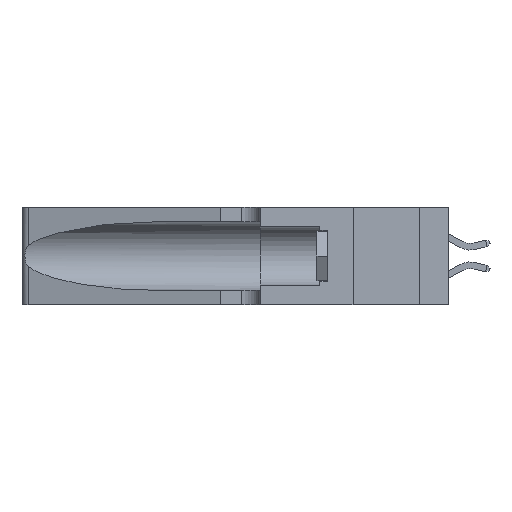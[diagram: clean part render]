
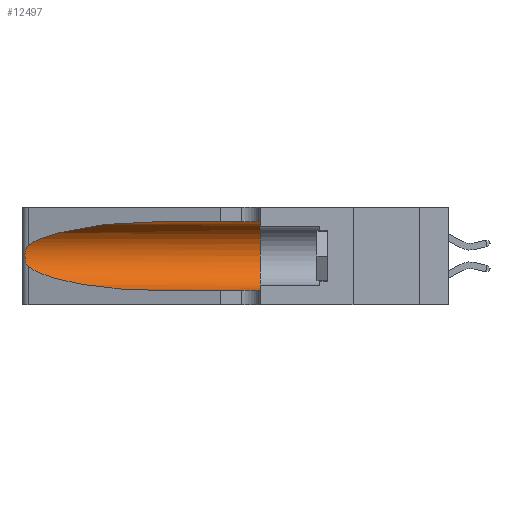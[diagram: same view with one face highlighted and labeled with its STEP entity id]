
A CAD part, left-side view. The second image highlights one B-rep face of the part: STEP entity #12497.
In plain terms, the highlighted cylindrical face has radius 3.308 mm (diameter 6.617 mm), a partial arc.
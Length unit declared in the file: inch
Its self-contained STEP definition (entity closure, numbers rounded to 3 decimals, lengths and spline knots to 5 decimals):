
#432 = DIRECTION ( 'NONE',  ( 0., 1., 0. ) ) ;
#617 = CARTESIAN_POINT ( 'NONE',  ( 0.1305, 0.72297, 0.31525 ) ) ;
#1540 = CARTESIAN_POINT ( 'NONE',  ( 0.26075, 1.23896, 0.178 ) ) ;
#2892 = VECTOR ( 'NONE', #10081, 39.37008 ) ;
#3435 = CARTESIAN_POINT ( 'NONE',  ( 0.1305, 0.35, 0.05475 ) ) ;
#3700 = CARTESIAN_POINT ( 'NONE',  ( 0.1305, 0.72297, 0.05475 ) ) ;
#4012 = EDGE_CURVE ( 'NONE', #9650, #12118, #29667, .T. ) ;
#4331 = CARTESIAN_POINT ( 'NONE',  ( 0.25487, 1.22718, 0.22369 ) ) ;
#4455 = CARTESIAN_POINT ( 'NONE',  ( 0.25856, 1.23593, 0.16098 ) ) ;
#4585 = CARTESIAN_POINT ( 'NONE',  ( 0.18966, 0.96281, 0.31525 ) ) ;
#6544 = EDGE_CURVE ( 'NONE', #33345, #29401, #23111, .T. ) ;
#7259 = CARTESIAN_POINT ( 'NONE',  ( 0.1305, 1.61858, 0.05475 ) ) ;
#7343 = CARTESIAN_POINT ( 'NONE',  ( 0.25639, 1.23186, 0.15144 ) ) ;
#7494 = CARTESIAN_POINT ( 'NONE',  ( 0.1305, 0.72297, 0.31525 ) ) ;
#9650 = VERTEX_POINT ( 'NONE', #33748 ) ;
#10081 = DIRECTION ( 'NONE',  ( 0., -1., 0. ) ) ;
#10171 = CARTESIAN_POINT ( 'NONE',  ( 0.25487, 1.22718, 0.14631 ) ) ;
#10715 = CARTESIAN_POINT ( 'NONE',  ( 0.1305, 1.61858, 0.185 ) ) ;
#10808 = EDGE_CURVE ( 'NONE', #34165, #29734, #32460, .T. ) ;
#11018 = LINE ( 'NONE', #14929, #25254 ) ;
#12118 = VERTEX_POINT ( 'NONE', #12201 ) ;
#12141 = CARTESIAN_POINT ( 'NONE',  ( 0.18966, 0.96281, 0.05475 ) ) ;
#12201 = CARTESIAN_POINT ( 'NONE',  ( 0.1305, 0.72297, 0.05475 ) ) ;
#12497 = ADVANCED_FACE ( 'NONE', ( #14155 ), #19964, .F. ) ;
#12821 = EDGE_CURVE ( 'NONE', #33345, #34165, #11018, .T. ) ;
#12910 = CARTESIAN_POINT ( 'NONE',  ( 0.25639, 1.23184, 0.21858 ) ) ;
#13692 = DIRECTION ( 'NONE',  ( 0., -1., 0. ) ) ;
#14155 = FACE_OUTER_BOUND ( 'NONE', #31471, .T. ) ;
#14685 = EDGE_CURVE ( 'NONE', #12118, #29734, #24740, .T. ) ;
#14929 = CARTESIAN_POINT ( 'NONE',  ( 0.1305, 1.61858, 0.31525 ) ) ;
#15561 = CARTESIAN_POINT ( 'NONE',  ( 0.1305, 0.35, 0.31525 ) ) ;
#15783 = CARTESIAN_POINT ( 'NONE',  ( 0.25854, 1.2359, 0.20912 ) ) ;
#16576 = DIRECTION ( 'NONE',  ( 0., 0., -1. ) ) ;
#17543 = CARTESIAN_POINT ( 'NONE',  ( 0.1305, 0.35, 0.185 ) ) ;
#17788 = DIRECTION ( 'NONE',  ( 0., -1., 0. ) ) ;
#18645 = CARTESIAN_POINT ( 'NONE',  ( 0.26075, 1.23896, 0.19203 ) ) ;
#19964 = CYLINDRICAL_SURFACE ( 'NONE', #22839, 0.13025 ) ;
#20425 = DIRECTION ( 'NONE',  ( 0., 0., 1. ) ) ;
#20793 = CARTESIAN_POINT ( 'NONE',  ( 0.25487, 1.22718, 0.14631 ) ) ;
#21494 = ORIENTED_EDGE ( 'NONE', *, *, #4012, .T. ) ;
#21545 = CARTESIAN_POINT ( 'NONE',  ( 0.26017, 1.23833, 0.17102 ) ) ;
#21595 = EDGE_CURVE ( 'NONE', #29401, #9650, #26944, .T. ) ;
#22839 = AXIS2_PLACEMENT_3D ( 'NONE', #10715, #13692, #16576 ) ;
#23111 =( BOUNDED_CURVE ( )  B_SPLINE_CURVE ( 3, ( #7494, #4585, #24501, #27329 ),
 .UNSPECIFIED., .F., .F. ) 
 B_SPLINE_CURVE_WITH_KNOTS ( ( 4, 4 ),
 ( 1.5708, 2.84003 ),
 .UNSPECIFIED. ) 
 CURVE ( )  GEOMETRIC_REPRESENTATION_ITEM ( )  RATIONAL_B_SPLINE_CURVE ( ( 1., 0.87, 0.87, 1. ) ) 
 REPRESENTATION_ITEM ( '' )  );
#24363 = CARTESIAN_POINT ( 'NONE',  ( 0.25789, 1.23486, 0.15765 ) ) ;
#24501 = CARTESIAN_POINT ( 'NONE',  ( 0.2373, 1.15595, 0.28018 ) ) ;
#24737 = ORIENTED_EDGE ( 'NONE', *, *, #6544, .T. ) ;
#24740 = LINE ( 'NONE', #7259, #2892 ) ;
#25254 = VECTOR ( 'NONE', #17788, 39.37008 ) ;
#26353 = AXIS2_PLACEMENT_3D ( 'NONE', #17543, #432, #20425 ) ;
#26596 = ORIENTED_EDGE ( 'NONE', *, *, #14685, .T. ) ;
#26944 = B_SPLINE_CURVE_WITH_KNOTS ( 'NONE', 3,
 ( #4331, #27075, #12910, #32720, #15783, #35544, #18645, #1540, #21545, #4455, #24363, #7343, #27192, #10171 ),
 .UNSPECIFIED., .F., .F.,
 ( 4, 2, 2, 2, 2, 2, 4 ),
 ( 0., 0.00027, 0.00053, 0.00107, 0.0016, 0.00187, 0.00214 ),
 .UNSPECIFIED. ) ;
#27075 = CARTESIAN_POINT ( 'NONE',  ( 0.25555, 1.22994, 0.2215 ) ) ;
#27192 = CARTESIAN_POINT ( 'NONE',  ( 0.25555, 1.22993, 0.14849 ) ) ;
#27329 = CARTESIAN_POINT ( 'NONE',  ( 0.25487, 1.22718, 0.22369 ) ) ;
#27658 = ORIENTED_EDGE ( 'NONE', *, *, #21595, .T. ) ;
#29401 = VERTEX_POINT ( 'NONE', #33251 ) ;
#29667 =( BOUNDED_CURVE ( )  B_SPLINE_CURVE ( 3, ( #20793, #34807, #12141, #3700 ),
 .UNSPECIFIED., .F., .F. ) 
 B_SPLINE_CURVE_WITH_KNOTS ( ( 4, 4 ),
 ( 3.44316, 4.71239 ),
 .UNSPECIFIED. ) 
 CURVE ( )  GEOMETRIC_REPRESENTATION_ITEM ( )  RATIONAL_B_SPLINE_CURVE ( ( 1., 0.87, 0.87, 1. ) ) 
 REPRESENTATION_ITEM ( '' )  );
#29734 = VERTEX_POINT ( 'NONE', #3435 ) ;
#31043 = ORIENTED_EDGE ( 'NONE', *, *, #12821, .F. ) ;
#31471 = EDGE_LOOP ( 'NONE', ( #24737, #27658, #21494, #26596, #35948, #31043 ) ) ;
#32460 = CIRCLE ( 'NONE', #26353, 0.13025 ) ;
#32720 = CARTESIAN_POINT ( 'NONE',  ( 0.25787, 1.23484, 0.2124 ) ) ;
#33251 = CARTESIAN_POINT ( 'NONE',  ( 0.25487, 1.22718, 0.22369 ) ) ;
#33345 = VERTEX_POINT ( 'NONE', #617 ) ;
#33748 = CARTESIAN_POINT ( 'NONE',  ( 0.25487, 1.22718, 0.14631 ) ) ;
#34165 = VERTEX_POINT ( 'NONE', #15561 ) ;
#34807 = CARTESIAN_POINT ( 'NONE',  ( 0.2373, 1.15595, 0.08982 ) ) ;
#35544 = CARTESIAN_POINT ( 'NONE',  ( 0.26018, 1.23835, 0.19895 ) ) ;
#35948 = ORIENTED_EDGE ( 'NONE', *, *, #10808, .F. ) ;
